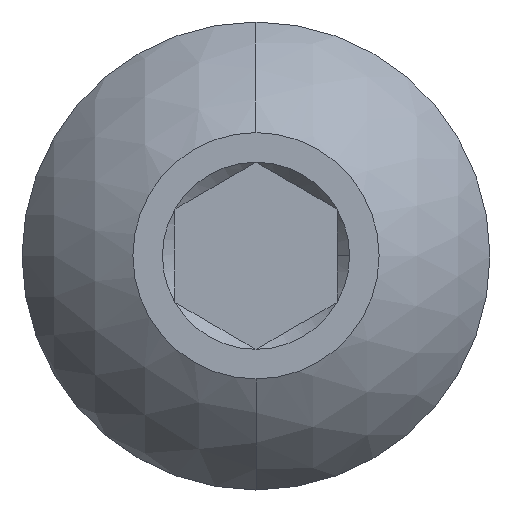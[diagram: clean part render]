
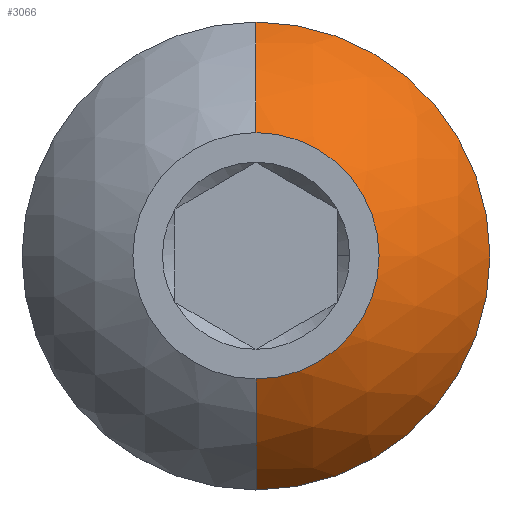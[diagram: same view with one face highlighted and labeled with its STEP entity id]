
A CAD part, top view. The second image highlights one B-rep face of the part: STEP entity #3066.
In plain terms, the highlighted spherical face has radius 5.172 mm.
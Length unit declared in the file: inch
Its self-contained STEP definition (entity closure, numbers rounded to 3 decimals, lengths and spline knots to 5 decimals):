
#79 = CARTESIAN_POINT ( 'NONE',  ( 0., 0., -0.18011 ) ) ;
#327 = CIRCLE ( 'NONE', #8606, 0.20363 ) ;
#333 = DIRECTION ( 'NONE',  ( 0., 0., 1. ) ) ;
#573 = CIRCLE ( 'NONE', #10249, 0.095 ) ;
#635 = CARTESIAN_POINT ( 'NONE',  ( 0., 0., 0. ) ) ;
#1050 = CARTESIAN_POINT ( 'NONE',  ( 0., 0.095, 0. ) ) ;
#1607 = EDGE_CURVE ( 'NONE', #5592, #5092, #10587, .T. ) ;
#1763 = VERTEX_POINT ( 'NONE', #1050 ) ;
#3066 = ADVANCED_FACE ( 'NONE', ( #9461 ), #8530, .T. ) ;
#3195 = DIRECTION ( 'NONE',  ( 1., 0., 0. ) ) ;
#3437 = EDGE_CURVE ( 'NONE', #5092, #1763, #327, .T. ) ;
#3594 = DIRECTION ( 'NONE',  ( 0., 0., 1. ) ) ;
#3877 = CARTESIAN_POINT ( 'NONE',  ( 0., 0., -0.08585 ) ) ;
#4195 = EDGE_CURVE ( 'NONE', #5686, #5592, #6837, .T. ) ;
#4223 = ORIENTED_EDGE ( 'NONE', *, *, #4195, .T. ) ;
#4261 = CARTESIAN_POINT ( 'NONE',  ( 0., 0., -0.18011 ) ) ;
#4774 = ORIENTED_EDGE ( 'NONE', *, *, #3437, .T. ) ;
#4811 = DIRECTION ( 'NONE',  ( 0., 0., 1. ) ) ;
#5092 = VERTEX_POINT ( 'NONE', #5237 ) ;
#5237 = CARTESIAN_POINT ( 'NONE',  ( 0., 0.1805, -0.08585 ) ) ;
#5592 = VERTEX_POINT ( 'NONE', #7063 ) ;
#5686 = VERTEX_POINT ( 'NONE', #8245 ) ;
#5741 = DIRECTION ( 'NONE',  ( 0., -1., 0. ) ) ;
#6653 = CARTESIAN_POINT ( 'NONE',  ( 0., 0., -0.18011 ) ) ;
#6743 = ORIENTED_EDGE ( 'NONE', *, *, #1607, .T. ) ;
#6837 = CIRCLE ( 'NONE', #8009, 0.1805 ) ;
#6861 = DIRECTION ( 'NONE',  ( -1., 0., 0. ) ) ;
#6865 = CARTESIAN_POINT ( 'NONE',  ( 0., -0.095, 0. ) ) ;
#7063 = CARTESIAN_POINT ( 'NONE',  ( 0.1805, 0., -0.08585 ) ) ;
#7104 = DIRECTION ( 'NONE',  ( 1., 0., 0. ) ) ;
#7275 = EDGE_CURVE ( 'NONE', #5686, #11110, #8067, .T. ) ;
#7594 = DIRECTION ( 'NONE',  ( 1., 0., 0. ) ) ;
#7864 = DIRECTION ( 'NONE',  ( 1., 0., 0. ) ) ;
#8009 = AXIS2_PLACEMENT_3D ( 'NONE', #8798, #333, #7864 ) ;
#8067 = CIRCLE ( 'NONE', #10641, 0.20363 ) ;
#8147 = EDGE_LOOP ( 'NONE', ( #4223, #6743, #4774, #8243, #8340 ) ) ;
#8243 = ORIENTED_EDGE ( 'NONE', *, *, #8585, .F. ) ;
#8245 = CARTESIAN_POINT ( 'NONE',  ( 0., -0.1805, -0.08585 ) ) ;
#8340 = ORIENTED_EDGE ( 'NONE', *, *, #7275, .F. ) ;
#8412 = AXIS2_PLACEMENT_3D ( 'NONE', #79, #7594, #5741 ) ;
#8530 = SPHERICAL_SURFACE ( 'NONE', #8412, 0.20363 ) ;
#8573 = DIRECTION ( 'NONE',  ( 1., 0., 0. ) ) ;
#8585 = EDGE_CURVE ( 'NONE', #11110, #1763, #573, .T. ) ;
#8606 = AXIS2_PLACEMENT_3D ( 'NONE', #6653, #3195, #10736 ) ;
#8798 = CARTESIAN_POINT ( 'NONE',  ( 0., 0., -0.08585 ) ) ;
#9461 = FACE_OUTER_BOUND ( 'NONE', #8147, .T. ) ;
#10249 = AXIS2_PLACEMENT_3D ( 'NONE', #635, #3594, #7104 ) ;
#10587 = CIRCLE ( 'NONE', #11970, 0.1805 ) ;
#10641 = AXIS2_PLACEMENT_3D ( 'NONE', #4261, #6861, #10647 ) ;
#10647 = DIRECTION ( 'NONE',  ( 0., -1., 0. ) ) ;
#10736 = DIRECTION ( 'NONE',  ( 0., 1., 0. ) ) ;
#11110 = VERTEX_POINT ( 'NONE', #6865 ) ;
#11970 = AXIS2_PLACEMENT_3D ( 'NONE', #3877, #4811, #8573 ) ;
